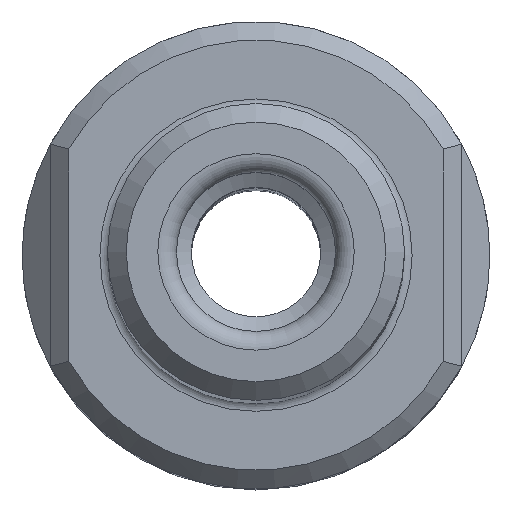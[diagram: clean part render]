
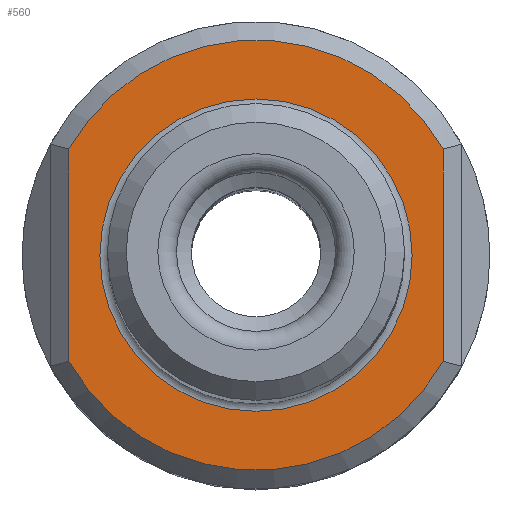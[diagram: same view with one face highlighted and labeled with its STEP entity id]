
A CAD part, top view. The second image highlights one B-rep face of the part: STEP entity #560.
In plain terms, the highlighted planar face has unit normal (0, 0, 1).
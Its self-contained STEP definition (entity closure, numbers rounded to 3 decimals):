
#27=PLANE('',#603);
#42=LINE('',#801,#52);
#43=LINE('',#806,#53);
#52=VECTOR('',#680,1000.);
#53=VECTOR('',#683,1000.);
#79=ORIENTED_EDGE('',*,*,#159,.F.);
#80=ORIENTED_EDGE('',*,*,#160,.F.);
#81=ORIENTED_EDGE('',*,*,#161,.T.);
#82=ORIENTED_EDGE('',*,*,#162,.F.);
#83=ORIENTED_EDGE('',*,*,#163,.T.);
#159=EDGE_CURVE('',#199,#199,#225,.T.);
#160=EDGE_CURVE('',#200,#201,#42,.T.);
#161=EDGE_CURVE('',#200,#202,#226,.F.);
#162=EDGE_CURVE('',#203,#202,#43,.T.);
#163=EDGE_CURVE('',#203,#201,#227,.F.);
#199=VERTEX_POINT('',#800);
#200=VERTEX_POINT('',#802);
#201=VERTEX_POINT('',#803);
#202=VERTEX_POINT('',#805);
#203=VERTEX_POINT('',#807);
#225=CIRCLE('',#604,8.35);
#226=CIRCLE('',#605,11.5);
#227=CIRCLE('',#606,11.5);
#248=EDGE_LOOP('',(#79));
#249=EDGE_LOOP('',(#80,#81,#82,#83));
#298=FACE_BOUND('',#248,.T.);
#299=FACE_BOUND('',#249,.T.);
#560=ADVANCED_FACE('',(#298,#299),#27,.F.);
#603=AXIS2_PLACEMENT_3D('',#798,#676,#677);
#604=AXIS2_PLACEMENT_3D('',#799,#678,#679);
#605=AXIS2_PLACEMENT_3D('',#804,#681,#682);
#606=AXIS2_PLACEMENT_3D('',#808,#684,#685);
#676=DIRECTION('',(0.,0.,-1.));
#677=DIRECTION('',(-1.,0.,0.));
#678=DIRECTION('',(0.,0.,1.));
#679=DIRECTION('',(1.,0.,0.));
#680=DIRECTION('',(0.,-1.,0.));
#681=DIRECTION('',(0.,0.,-1.));
#682=DIRECTION('',(-1.,0.,0.));
#683=DIRECTION('',(0.,1.,0.));
#684=DIRECTION('',(0.,0.,-1.));
#685=DIRECTION('',(-1.,0.,0.));
#798=CARTESIAN_POINT('',(12.5,0.,44.5));
#799=CARTESIAN_POINT('',(0.,0.,44.5));
#800=CARTESIAN_POINT('',(8.35,0.,44.5));
#801=CARTESIAN_POINT('',(10.,0.,44.5));
#802=CARTESIAN_POINT('',(10.,5.679,44.5));
#803=CARTESIAN_POINT('',(10.,-5.679,44.5));
#804=CARTESIAN_POINT('',(0.,0.,44.5));
#805=CARTESIAN_POINT('',(-10.,5.679,44.5));
#806=CARTESIAN_POINT('',(-10.,0.,44.5));
#807=CARTESIAN_POINT('',(-10.,-5.679,44.5));
#808=CARTESIAN_POINT('',(0.,0.,44.5));
